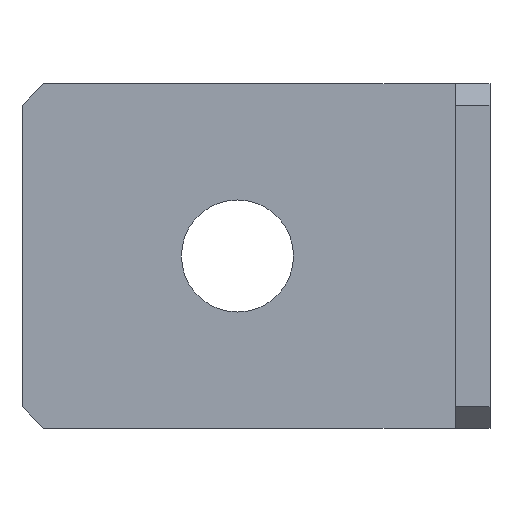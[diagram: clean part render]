
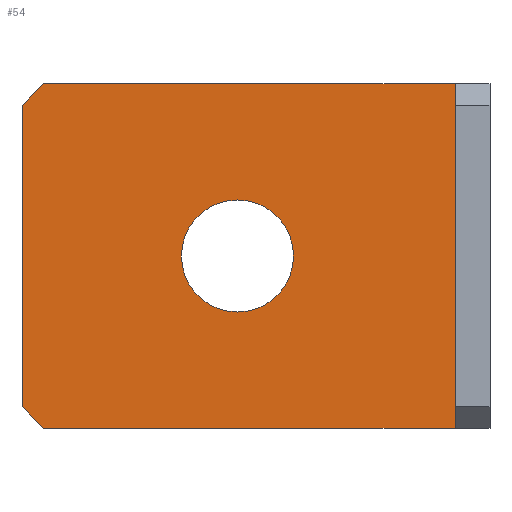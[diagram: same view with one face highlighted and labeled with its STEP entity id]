
A CAD part, left-side view. The second image highlights one B-rep face of the part: STEP entity #54.
In plain terms, the highlighted planar face has unit normal (-1, 0, 0).
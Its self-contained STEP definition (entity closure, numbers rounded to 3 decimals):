
#7 = CARTESIAN_POINT ( 'NONE',  ( -4., 54.3, 17.5 ) ) ;
#17 = VECTOR ( 'NONE', #294, 1000. ) ;
#19 = EDGE_LOOP ( 'NONE', ( #169, #381 ) ) ;
#21 = CARTESIAN_POINT ( 'NONE',  ( -4., 8., 20. ) ) ;
#25 = LINE ( 'NONE', #227, #559 ) ;
#32 = CARTESIAN_POINT ( 'NONE',  ( -4., 4., -20. ) ) ;
#42 = AXIS2_PLACEMENT_3D ( 'NONE', #150, #211, #422 ) ;
#43 = DIRECTION ( 'NONE',  ( 0., 0., 1. ) ) ;
#54 = ADVANCED_FACE ( 'NONE', ( #575, #202 ), #155, .T. ) ;
#56 = VERTEX_POINT ( 'NONE', #519 ) ;
#67 = LINE ( 'NONE', #533, #148 ) ;
#70 = DIRECTION ( 'NONE',  ( 0., -1., 0. ) ) ;
#87 = ORIENTED_EDGE ( 'NONE', *, *, #658, .T. ) ;
#88 = CARTESIAN_POINT ( 'NONE',  ( -4., 0., 20. ) ) ;
#100 = VERTEX_POINT ( 'NONE', #391 ) ;
#140 = EDGE_CURVE ( 'NONE', #627, #56, #626, .T. ) ;
#148 = VECTOR ( 'NONE', #70, 1000. ) ;
#149 = CARTESIAN_POINT ( 'NONE',  ( -4., 54.3, 20. ) ) ;
#150 = CARTESIAN_POINT ( 'NONE',  ( -4., 0., 20. ) ) ;
#155 = PLANE ( 'NONE',  #42 ) ;
#169 = ORIENTED_EDGE ( 'NONE', *, *, #323, .F. ) ;
#171 = DIRECTION ( 'NONE',  ( -1., 0., 0. ) ) ;
#173 = EDGE_CURVE ( 'NONE', #655, #532, #389, .T. ) ;
#186 = VECTOR ( 'NONE', #469, 1000. ) ;
#195 = VERTEX_POINT ( 'NONE', #21 ) ;
#196 = LINE ( 'NONE', #511, #186 ) ;
#200 = EDGE_CURVE ( 'NONE', #590, #228, #25, .T. ) ;
#202 = FACE_OUTER_BOUND ( 'NONE', #608, .T. ) ;
#211 = DIRECTION ( 'NONE',  ( -1., 0., 0. ) ) ;
#214 = DIRECTION ( 'NONE',  ( 0., 0., 1. ) ) ;
#225 = ORIENTED_EDGE ( 'NONE', *, *, #335, .T. ) ;
#227 = CARTESIAN_POINT ( 'NONE',  ( -4., 0., -20. ) ) ;
#228 = VERTEX_POINT ( 'NONE', #585 ) ;
#250 = DIRECTION ( 'NONE',  ( 0., -1., 0. ) ) ;
#256 = ORIENTED_EDGE ( 'NONE', *, *, #309, .T. ) ;
#284 = VECTOR ( 'NONE', #649, 1000. ) ;
#287 = ORIENTED_EDGE ( 'NONE', *, *, #365, .T. ) ;
#294 = DIRECTION ( 'NONE',  ( 0., -0.707, -0.707 ) ) ;
#300 = LINE ( 'NONE', #149, #535 ) ;
#309 = EDGE_CURVE ( 'NONE', #100, #228, #405, .T. ) ;
#314 = VECTOR ( 'NONE', #427, 1000. ) ;
#323 = EDGE_CURVE ( 'NONE', #532, #655, #661, .T. ) ;
#331 = EDGE_CURVE ( 'NONE', #652, #392, #196, .T. ) ;
#335 = EDGE_CURVE ( 'NONE', #590, #627, #445, .T. ) ;
#361 = DIRECTION ( 'NONE',  ( 0., 0., -1. ) ) ;
#362 = VECTOR ( 'NONE', #250, 1000. ) ;
#365 = EDGE_CURVE ( 'NONE', #392, #100, #300, .T. ) ;
#374 = CARTESIAN_POINT ( 'NONE',  ( -4., 29.3, 0. ) ) ;
#379 = DIRECTION ( 'NONE',  ( 0., 1., 0. ) ) ;
#381 = ORIENTED_EDGE ( 'NONE', *, *, #173, .F. ) ;
#387 = CARTESIAN_POINT ( 'NONE',  ( -4., 4., 20. ) ) ;
#389 = CIRCLE ( 'NONE', #618, 6.5 ) ;
#391 = CARTESIAN_POINT ( 'NONE',  ( -4., 54.3, -17.5 ) ) ;
#392 = VERTEX_POINT ( 'NONE', #7 ) ;
#398 = ORIENTED_EDGE ( 'NONE', *, *, #596, .F. ) ;
#405 = LINE ( 'NONE', #557, #17 ) ;
#422 = DIRECTION ( 'NONE',  ( 0., 0., 1. ) ) ;
#427 = DIRECTION ( 'NONE',  ( 0., 0., 1. ) ) ;
#445 = LINE ( 'NONE', #465, #362 ) ;
#451 = AXIS2_PLACEMENT_3D ( 'NONE', #603, #507, #43 ) ;
#465 = CARTESIAN_POINT ( 'NONE',  ( -4., 8., -20. ) ) ;
#468 = ORIENTED_EDGE ( 'NONE', *, *, #331, .T. ) ;
#469 = DIRECTION ( 'NONE',  ( 0., 0.707, -0.707 ) ) ;
#507 = DIRECTION ( 'NONE',  ( -1., 0., 0. ) ) ;
#511 = CARTESIAN_POINT ( 'NONE',  ( -4., 25.9, 45.9 ) ) ;
#519 = CARTESIAN_POINT ( 'NONE',  ( -4., 4., 20. ) ) ;
#530 = CARTESIAN_POINT ( 'NONE',  ( -4., 8., -20. ) ) ;
#532 = VERTEX_POINT ( 'NONE', #637 ) ;
#533 = CARTESIAN_POINT ( 'NONE',  ( -4., 0., 20. ) ) ;
#535 = VECTOR ( 'NONE', #361, 1000. ) ;
#544 = LINE ( 'NONE', #88, #284 ) ;
#549 = CARTESIAN_POINT ( 'NONE',  ( -4., 51.8, 20. ) ) ;
#556 = CARTESIAN_POINT ( 'NONE',  ( -4., 29.3, -6.5 ) ) ;
#557 = CARTESIAN_POINT ( 'NONE',  ( -4., 45.9, -25.9 ) ) ;
#559 = VECTOR ( 'NONE', #379, 1000. ) ;
#573 = ORIENTED_EDGE ( 'NONE', *, *, #200, .F. ) ;
#575 = FACE_BOUND ( 'NONE', #19, .T. ) ;
#583 = ORIENTED_EDGE ( 'NONE', *, *, #140, .T. ) ;
#585 = CARTESIAN_POINT ( 'NONE',  ( -4., 51.8, -20. ) ) ;
#590 = VERTEX_POINT ( 'NONE', #530 ) ;
#596 = EDGE_CURVE ( 'NONE', #195, #56, #67, .T. ) ;
#603 = CARTESIAN_POINT ( 'NONE',  ( -4., 29.3, 0. ) ) ;
#608 = EDGE_LOOP ( 'NONE', ( #87, #468, #287, #256, #573, #225, #583, #398 ) ) ;
#618 = AXIS2_PLACEMENT_3D ( 'NONE', #374, #171, #214 ) ;
#626 = LINE ( 'NONE', #387, #314 ) ;
#627 = VERTEX_POINT ( 'NONE', #32 ) ;
#637 = CARTESIAN_POINT ( 'NONE',  ( -4., 29.3, 6.5 ) ) ;
#649 = DIRECTION ( 'NONE',  ( 0., 1., 0. ) ) ;
#652 = VERTEX_POINT ( 'NONE', #549 ) ;
#655 = VERTEX_POINT ( 'NONE', #556 ) ;
#658 = EDGE_CURVE ( 'NONE', #195, #652, #544, .T. ) ;
#661 = CIRCLE ( 'NONE', #451, 6.5 ) ;
